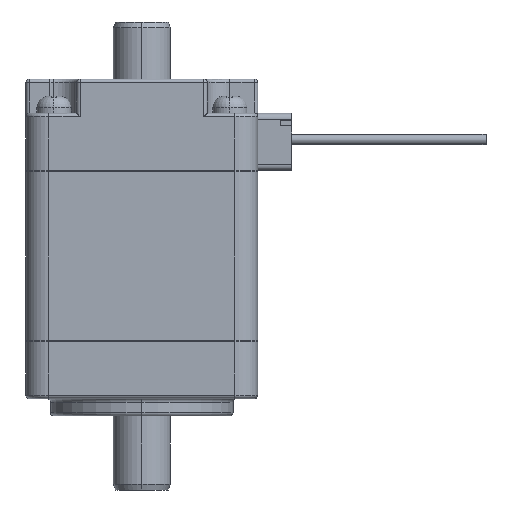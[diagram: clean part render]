
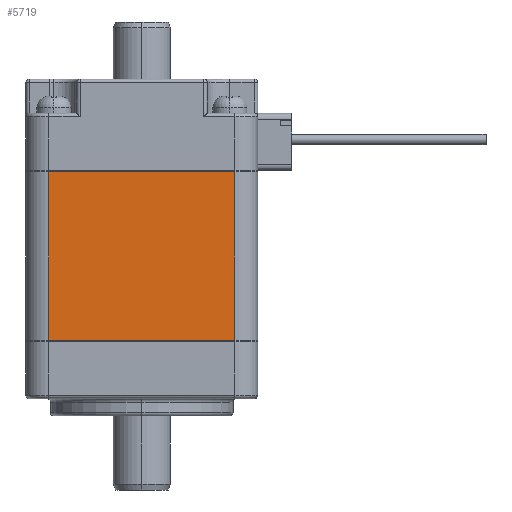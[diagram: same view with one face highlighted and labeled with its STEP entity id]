
A CAD part, left-side view. The second image highlights one B-rep face of the part: STEP entity #5719.
In plain terms, the highlighted planar face has unit normal (-1, 0, 0).
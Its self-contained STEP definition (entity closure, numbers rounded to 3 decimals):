
#690 = VECTOR ( 'NONE', #1737, 1000. ) ;
#1034 = DIRECTION ( 'NONE',  ( 0., -1., 0. ) ) ;
#1387 = VERTEX_POINT ( 'NONE', #6727 ) ;
#1532 = VECTOR ( 'NONE', #1034, 1000. ) ;
#1737 = DIRECTION ( 'NONE',  ( 0., 0., -1. ) ) ;
#1764 = DIRECTION ( 'NONE',  ( 0., 0., 1. ) ) ;
#2192 = EDGE_CURVE ( 'NONE', #2436, #10636, #3817, .T. ) ;
#2436 = VERTEX_POINT ( 'NONE', #11520 ) ;
#2717 = EDGE_CURVE ( 'NONE', #5629, #10636, #10005, .T. ) ;
#3817 = LINE ( 'NONE', #9968, #12534 ) ;
#4041 = CARTESIAN_POINT ( 'NONE',  ( -10.15, 8.15, 30. ) ) ;
#4887 = EDGE_CURVE ( 'NONE', #2436, #1387, #9632, .T. ) ;
#5030 = DIRECTION ( 'NONE',  ( 1., 0., 0. ) ) ;
#5269 = ORIENTED_EDGE ( 'NONE', *, *, #2717, .T. ) ;
#5629 = VERTEX_POINT ( 'NONE', #7806 ) ;
#5719 = ADVANCED_FACE ( 'NONE', ( #8749 ), #10426, .F. ) ;
#6123 = DIRECTION ( 'NONE',  ( 0., 1., 0. ) ) ;
#6727 = CARTESIAN_POINT ( 'NONE',  ( -10.15, 8.15, 5.1 ) ) ;
#7224 = EDGE_LOOP ( 'NONE', ( #7270, #5269, #13827, #9188 ) ) ;
#7251 = CARTESIAN_POINT ( 'NONE',  ( -10.15, -8.15, 30. ) ) ;
#7270 = ORIENTED_EDGE ( 'NONE', *, *, #8209, .T. ) ;
#7806 = CARTESIAN_POINT ( 'NONE',  ( -10.15, -8.15, 5.1 ) ) ;
#8209 = EDGE_CURVE ( 'NONE', #1387, #5629, #10766, .T. ) ;
#8264 = CARTESIAN_POINT ( 'NONE',  ( -10.15, 10.15, 30. ) ) ;
#8749 = FACE_OUTER_BOUND ( 'NONE', #7224, .T. ) ;
#9188 = ORIENTED_EDGE ( 'NONE', *, *, #4887, .T. ) ;
#9632 = LINE ( 'NONE', #4041, #690 ) ;
#9832 = CARTESIAN_POINT ( 'NONE',  ( -10.15, 10.15, 5.1 ) ) ;
#9968 = CARTESIAN_POINT ( 'NONE',  ( -10.15, 10.15, 19.9 ) ) ;
#10005 = LINE ( 'NONE', #7251, #13181 ) ;
#10426 = PLANE ( 'NONE',  #13004 ) ;
#10579 = CARTESIAN_POINT ( 'NONE',  ( -10.15, -8.15, 19.9 ) ) ;
#10636 = VERTEX_POINT ( 'NONE', #10579 ) ;
#10766 = LINE ( 'NONE', #9832, #1532 ) ;
#11520 = CARTESIAN_POINT ( 'NONE',  ( -10.15, 8.15, 19.9 ) ) ;
#12534 = VECTOR ( 'NONE', #13239, 1000. ) ;
#13004 = AXIS2_PLACEMENT_3D ( 'NONE', #8264, #5030, #6123 ) ;
#13181 = VECTOR ( 'NONE', #1764, 1000. ) ;
#13239 = DIRECTION ( 'NONE',  ( 0., -1., 0. ) ) ;
#13827 = ORIENTED_EDGE ( 'NONE', *, *, #2192, .F. ) ;
